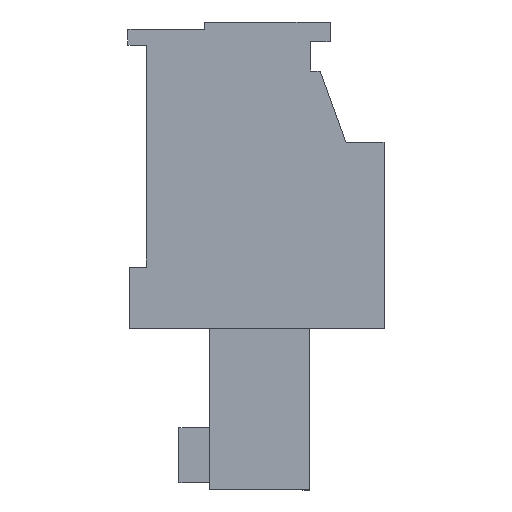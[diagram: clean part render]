
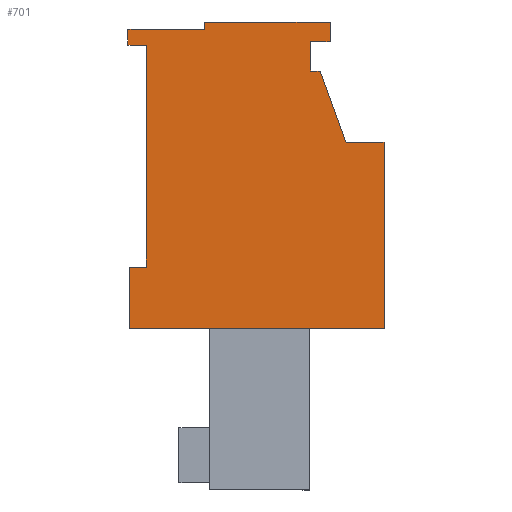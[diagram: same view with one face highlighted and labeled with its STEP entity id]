
A CAD part, left-side view. The second image highlights one B-rep face of the part: STEP entity #701.
In plain terms, the highlighted planar face has unit normal (-1, 0, 0).
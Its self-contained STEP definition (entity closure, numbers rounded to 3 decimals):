
#585=AXIS2_PLACEMENT_3D('Plane Axis2P3D',#582,#583,#584) ;
#42=CARTESIAN_POINT('Vertex',(0.,3.,18.3)) ;
#45=CARTESIAN_POINT('Line Origine',(0.,3.,17.7)) ;
#49=CARTESIAN_POINT('Vertex',(0.,3.,17.1)) ;
#76=CARTESIAN_POINT('Line Origine',(0.,2.6,18.3)) ;
#80=CARTESIAN_POINT('Vertex',(0.,2.2,18.3)) ;
#582=CARTESIAN_POINT('Axis2P3D Location',(0.,5.2,6.6)) ;
#587=CARTESIAN_POINT('Line Origine',(0.,0.,10.4)) ;
#591=CARTESIAN_POINT('Vertex',(0.,0.,14.2)) ;
#593=CARTESIAN_POINT('Vertex',(0.,0.,6.6)) ;
#596=CARTESIAN_POINT('Line Origine',(0.,0.775,14.2)) ;
#600=CARTESIAN_POINT('Vertex',(0.,1.55,14.2)) ;
#603=CARTESIAN_POINT('Line Origine',(0.,2.078,15.65)) ;
#607=CARTESIAN_POINT('Vertex',(0.,2.606,17.1)) ;
#610=CARTESIAN_POINT('Line Origine',(0.,2.803,17.1)) ;
#615=CARTESIAN_POINT('Line Origine',(0.,2.2,18.7)) ;
#619=CARTESIAN_POINT('Vertex',(0.,2.2,19.1)) ;
#622=CARTESIAN_POINT('Line Origine',(0.,4.76,19.1)) ;
#626=CARTESIAN_POINT('Vertex',(0.,7.32,19.1)) ;
#629=CARTESIAN_POINT('Line Origine',(0.,7.32,18.95)) ;
#633=CARTESIAN_POINT('Vertex',(0.,7.32,18.8)) ;
#636=CARTESIAN_POINT('Line Origine',(0.,8.885,18.8)) ;
#640=CARTESIAN_POINT('Vertex',(0.,10.45,18.8)) ;
#643=CARTESIAN_POINT('Line Origine',(0.,10.45,18.475)) ;
#647=CARTESIAN_POINT('Vertex',(0.,10.45,18.15)) ;
#650=CARTESIAN_POINT('Line Origine',(0.,10.075,18.15)) ;
#654=CARTESIAN_POINT('Vertex',(0.,9.7,18.15)) ;
#657=CARTESIAN_POINT('Line Origine',(0.,9.7,13.625)) ;
#661=CARTESIAN_POINT('Vertex',(0.,9.7,9.1)) ;
#664=CARTESIAN_POINT('Line Origine',(0.,10.05,9.1)) ;
#668=CARTESIAN_POINT('Vertex',(0.,10.4,9.1)) ;
#671=CARTESIAN_POINT('Line Origine',(0.,10.4,7.85)) ;
#675=CARTESIAN_POINT('Vertex',(0.,10.4,6.6)) ;
#678=CARTESIAN_POINT('Line Origine',(0.,5.2,6.6)) ;
#46=DIRECTION('Vector Direction',(0.,0.,1.)) ;
#77=DIRECTION('Vector Direction',(0.,1.,0.)) ;
#583=DIRECTION('Axis2P3D Direction',(-1.,0.,0.)) ;
#584=DIRECTION('Axis2P3D XDirection',(0.,-1.,0.)) ;
#588=DIRECTION('Vector Direction',(0.,0.,-1.)) ;
#597=DIRECTION('Vector Direction',(0.,1.,0.)) ;
#604=DIRECTION('Vector Direction',(0.,0.342,0.94)) ;
#611=DIRECTION('Vector Direction',(0.,1.,0.)) ;
#616=DIRECTION('Vector Direction',(0.,0.,1.)) ;
#623=DIRECTION('Vector Direction',(0.,1.,0.)) ;
#630=DIRECTION('Vector Direction',(0.,0.,1.)) ;
#637=DIRECTION('Vector Direction',(0.,1.,0.)) ;
#644=DIRECTION('Vector Direction',(0.,0.,-1.)) ;
#651=DIRECTION('Vector Direction',(0.,-1.,0.)) ;
#658=DIRECTION('Vector Direction',(0.,0.,-1.)) ;
#665=DIRECTION('Vector Direction',(0.,-1.,0.)) ;
#672=DIRECTION('Vector Direction',(0.,0.,1.)) ;
#679=DIRECTION('Vector Direction',(0.,1.,0.)) ;
#47=VECTOR('Line Direction',#46,1.) ;
#78=VECTOR('Line Direction',#77,1.) ;
#589=VECTOR('Line Direction',#588,1.) ;
#598=VECTOR('Line Direction',#597,1.) ;
#605=VECTOR('Line Direction',#604,1.) ;
#612=VECTOR('Line Direction',#611,1.) ;
#617=VECTOR('Line Direction',#616,1.) ;
#624=VECTOR('Line Direction',#623,1.) ;
#631=VECTOR('Line Direction',#630,1.) ;
#638=VECTOR('Line Direction',#637,1.) ;
#645=VECTOR('Line Direction',#644,1.) ;
#652=VECTOR('Line Direction',#651,1.) ;
#659=VECTOR('Line Direction',#658,1.) ;
#666=VECTOR('Line Direction',#665,1.) ;
#673=VECTOR('Line Direction',#672,1.) ;
#680=VECTOR('Line Direction',#679,1.) ;
#684=ORIENTED_EDGE('',*,*,#595,.F.) ;
#685=ORIENTED_EDGE('',*,*,#602,.T.) ;
#686=ORIENTED_EDGE('',*,*,#609,.T.) ;
#687=ORIENTED_EDGE('',*,*,#614,.T.) ;
#688=ORIENTED_EDGE('',*,*,#51,.T.) ;
#689=ORIENTED_EDGE('',*,*,#82,.F.) ;
#690=ORIENTED_EDGE('',*,*,#621,.T.) ;
#691=ORIENTED_EDGE('',*,*,#628,.T.) ;
#692=ORIENTED_EDGE('',*,*,#635,.F.) ;
#693=ORIENTED_EDGE('',*,*,#642,.T.) ;
#694=ORIENTED_EDGE('',*,*,#649,.T.) ;
#695=ORIENTED_EDGE('',*,*,#656,.T.) ;
#696=ORIENTED_EDGE('',*,*,#663,.T.) ;
#697=ORIENTED_EDGE('',*,*,#670,.F.) ;
#698=ORIENTED_EDGE('',*,*,#677,.F.) ;
#699=ORIENTED_EDGE('',*,*,#682,.F.) ;
#701=ADVANCED_FACE('HOUSING',(#700),#586,.T.) ;
#51=EDGE_CURVE('',#50,#43,#48,.T.) ;
#82=EDGE_CURVE('',#81,#43,#79,.T.) ;
#595=EDGE_CURVE('',#592,#594,#590,.T.) ;
#602=EDGE_CURVE('',#592,#601,#599,.T.) ;
#609=EDGE_CURVE('',#601,#608,#606,.T.) ;
#614=EDGE_CURVE('',#608,#50,#613,.T.) ;
#621=EDGE_CURVE('',#81,#620,#618,.T.) ;
#628=EDGE_CURVE('',#620,#627,#625,.T.) ;
#635=EDGE_CURVE('',#634,#627,#632,.T.) ;
#642=EDGE_CURVE('',#634,#641,#639,.T.) ;
#649=EDGE_CURVE('',#641,#648,#646,.T.) ;
#656=EDGE_CURVE('',#648,#655,#653,.T.) ;
#663=EDGE_CURVE('',#655,#662,#660,.T.) ;
#670=EDGE_CURVE('',#669,#662,#667,.T.) ;
#677=EDGE_CURVE('',#676,#669,#674,.T.) ;
#682=EDGE_CURVE('',#594,#676,#681,.T.) ;
#683=EDGE_LOOP('',(#684,#685,#686,#687,#688,#689,#690,#691,#692,#693,#694,#695,#696,#697,#698,#699)) ;
#700=FACE_OUTER_BOUND('',#683,.T.) ;
#48=LINE('Line',#45,#47) ;
#79=LINE('Line',#76,#78) ;
#590=LINE('Line',#587,#589) ;
#599=LINE('Line',#596,#598) ;
#606=LINE('Line',#603,#605) ;
#613=LINE('Line',#610,#612) ;
#618=LINE('Line',#615,#617) ;
#625=LINE('Line',#622,#624) ;
#632=LINE('Line',#629,#631) ;
#639=LINE('Line',#636,#638) ;
#646=LINE('Line',#643,#645) ;
#653=LINE('Line',#650,#652) ;
#660=LINE('Line',#657,#659) ;
#667=LINE('Line',#664,#666) ;
#674=LINE('Line',#671,#673) ;
#681=LINE('Line',#678,#680) ;
#586=PLANE('',#585) ;
#43=VERTEX_POINT('',#42) ;
#50=VERTEX_POINT('',#49) ;
#81=VERTEX_POINT('',#80) ;
#592=VERTEX_POINT('',#591) ;
#594=VERTEX_POINT('',#593) ;
#601=VERTEX_POINT('',#600) ;
#608=VERTEX_POINT('',#607) ;
#620=VERTEX_POINT('',#619) ;
#627=VERTEX_POINT('',#626) ;
#634=VERTEX_POINT('',#633) ;
#641=VERTEX_POINT('',#640) ;
#648=VERTEX_POINT('',#647) ;
#655=VERTEX_POINT('',#654) ;
#662=VERTEX_POINT('',#661) ;
#669=VERTEX_POINT('',#668) ;
#676=VERTEX_POINT('',#675) ;
